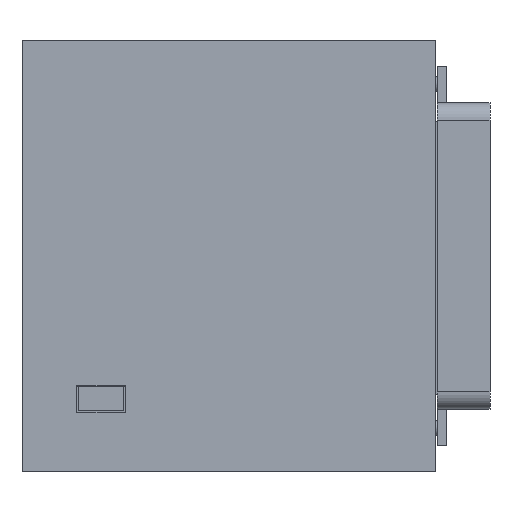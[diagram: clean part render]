
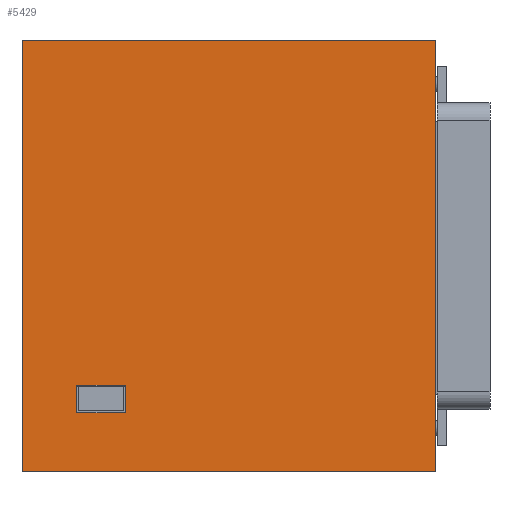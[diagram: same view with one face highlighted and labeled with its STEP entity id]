
A CAD part, left-side view. The second image highlights one B-rep face of the part: STEP entity #5429.
In plain terms, the highlighted planar face has unit normal (-1, 0, 0).
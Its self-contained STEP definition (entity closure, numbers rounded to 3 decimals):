
#159=FACE_BOUND('',#758,.T.);
#415=FACE_OUTER_BOUND('',#757,.T.);
#757=EDGE_LOOP('',(#4655,#4656,#4657,#4658));
#758=EDGE_LOOP('',(#4659,#4660,#4661,#4662));
#1291=LINE('',#8274,#1980);
#1293=LINE('',#8278,#1982);
#1295=LINE('',#8282,#1984);
#1297=LINE('',#8285,#1986);
#1367=LINE('',#8449,#2056);
#1386=LINE('',#8506,#2075);
#1387=LINE('',#8509,#2076);
#1388=LINE('',#8510,#2077);
#1980=VECTOR('',#6773,10.);
#1982=VECTOR('',#6777,10.);
#1984=VECTOR('',#6781,10.);
#1986=VECTOR('',#6785,10.);
#2056=VECTOR('',#6939,10.);
#2075=VECTOR('',#7004,10.);
#2076=VECTOR('',#7007,10.);
#2077=VECTOR('',#7008,10.);
#2538=VERTEX_POINT('',#8271);
#2539=VERTEX_POINT('',#8273);
#2540=VERTEX_POINT('',#8277);
#2541=VERTEX_POINT('',#8281);
#2590=VERTEX_POINT('',#8442);
#2593=VERTEX_POINT('',#8447);
#2608=VERTEX_POINT('',#8504);
#2609=VERTEX_POINT('',#8508);
#3200=EDGE_CURVE('',#2539,#2538,#1291,.T.);
#3202=EDGE_CURVE('',#2540,#2539,#1293,.T.);
#3204=EDGE_CURVE('',#2541,#2540,#1295,.T.);
#3206=EDGE_CURVE('',#2538,#2541,#1297,.T.);
#3284=EDGE_CURVE('',#2590,#2593,#1367,.T.);
#3311=EDGE_CURVE('',#2608,#2590,#1386,.T.);
#3312=EDGE_CURVE('',#2608,#2609,#1387,.T.);
#3313=EDGE_CURVE('',#2609,#2593,#1388,.T.);
#4655=ORIENTED_EDGE('',*,*,#3312,.F.);
#4656=ORIENTED_EDGE('',*,*,#3311,.T.);
#4657=ORIENTED_EDGE('',*,*,#3284,.T.);
#4658=ORIENTED_EDGE('',*,*,#3313,.F.);
#4659=ORIENTED_EDGE('',*,*,#3204,.T.);
#4660=ORIENTED_EDGE('',*,*,#3202,.T.);
#4661=ORIENTED_EDGE('',*,*,#3200,.T.);
#4662=ORIENTED_EDGE('',*,*,#3206,.T.);
#5141=PLANE('',#5789);
#5429=ADVANCED_FACE('',(#415,#159),#5141,.T.);
#5789=AXIS2_PLACEMENT_3D('',#8507,#7005,#7006);
#6773=DIRECTION('',(0.,-1.,0.));
#6777=DIRECTION('',(0.,0.,1.));
#6781=DIRECTION('',(0.,1.,0.));
#6785=DIRECTION('',(0.,0.,-1.));
#6939=DIRECTION('',(0.,0.,-1.));
#7004=DIRECTION('',(0.,1.,0.));
#7005=DIRECTION('center_axis',(-1.,0.,0.));
#7006=DIRECTION('ref_axis',(0.,0.,1.));
#7007=DIRECTION('',(0.,0.,-1.));
#7008=DIRECTION('',(0.,1.,0.));
#8271=CARTESIAN_POINT('',(-59.848,54.194,-70.1));
#8273=CARTESIAN_POINT('',(-59.848,62.694,-70.1));
#8274=CARTESIAN_POINT('',(-59.848,31.447,-70.1));
#8277=CARTESIAN_POINT('',(-59.848,62.694,-74.9));
#8278=CARTESIAN_POINT('',(-59.848,62.694,-80.025));
#8281=CARTESIAN_POINT('',(-59.848,54.194,-74.9));
#8282=CARTESIAN_POINT('',(-59.848,27.197,-74.9));
#8285=CARTESIAN_POINT('',(-59.848,54.194,-77.625));
#8442=CARTESIAN_POINT('',(-59.848,72.2,-10.151));
#8447=CARTESIAN_POINT('',(-59.848,72.2,-85.151));
#8449=CARTESIAN_POINT('',(-59.848,72.2,-10.151));
#8504=CARTESIAN_POINT('',(-59.848,0.2,-10.151));
#8506=CARTESIAN_POINT('',(-59.848,0.2,-10.151));
#8507=CARTESIAN_POINT('Origin',(-59.848,0.2,-85.151));
#8508=CARTESIAN_POINT('',(-59.848,0.2,-85.151));
#8509=CARTESIAN_POINT('',(-59.848,0.2,-10.151));
#8510=CARTESIAN_POINT('',(-59.848,0.2,-85.151));
